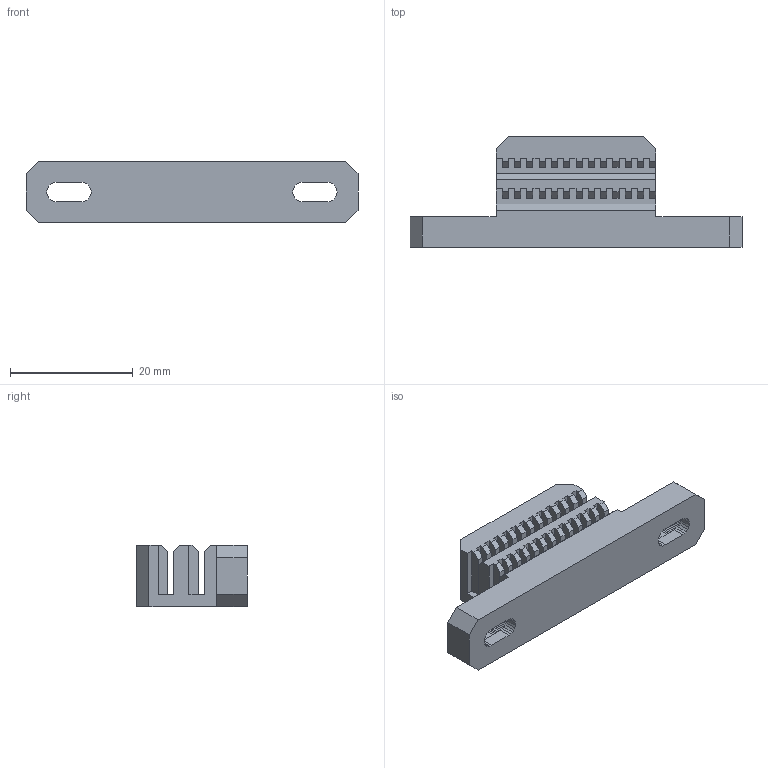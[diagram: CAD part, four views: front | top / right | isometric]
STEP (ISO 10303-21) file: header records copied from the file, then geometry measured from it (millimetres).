
FILE_DESCRIPTION(('FreeCAD Model'),'2;1');
FILE_NAME('y-belt-clamp.step', '2019-08-26T12:10:16',('Author'),(''), 'Open CASCADE STEP processor 7.3','FreeCAD','Unknown');
FILE_SCHEMA(('AUTOMOTIVE_DESIGN { 1 0 10303 214 1 1 1 1 }'));
Length unit declared in the file: millimetre
Products named in the file (1): belt-clamp
Bounding box: 54 x 18 x 10 mm (x, y, z)
Volume: 4803.8 mm3; surface area: 4045.2 mm2
Topology: 1 solids, 1 shells, 340 faces, 1008 edges, 672 vertices
Faces by surface type: plane 340
Entity records: 25770 total; most frequent: CARTESIAN_POINT 4903, DIRECTION 2840, LINE 2158, VECTOR 2158, ORIENTED_EDGE 2016, PCURVE 2016, DEFINITIONAL_REPRESENTATION 2016, EDGE_CURVE 1008
